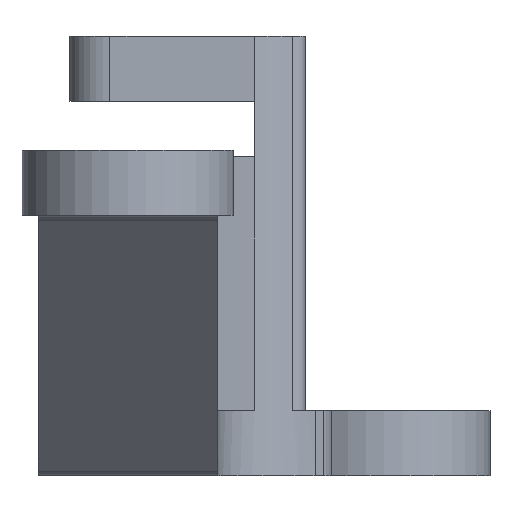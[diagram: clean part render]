
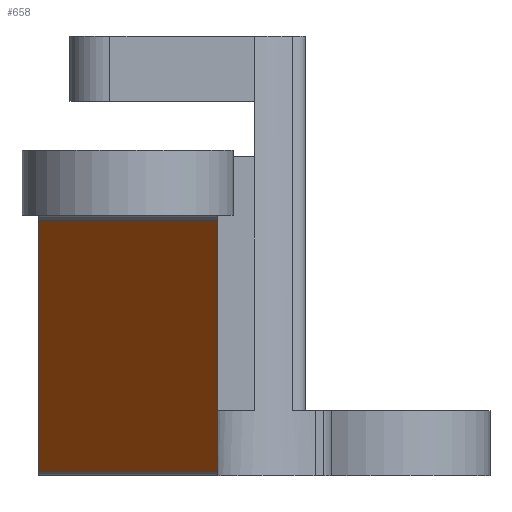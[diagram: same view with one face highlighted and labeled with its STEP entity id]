
A CAD part, front view. The second image highlights one B-rep face of the part: STEP entity #658.
In plain terms, the highlighted planar face has unit normal (0, -0.707, -0.707).
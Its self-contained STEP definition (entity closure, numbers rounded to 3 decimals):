
#21=PLANE('',#722);
#45=FACE_OUTER_BOUND('',#81,.T.);
#81=EDGE_LOOP('',(#460,#461,#462,#463));
#122=LINE('',#1045,#176);
#124=LINE('',#1051,#178);
#125=LINE('',#1053,#179);
#126=LINE('',#1054,#180);
#176=VECTOR('',#831,10.);
#178=VECTOR('',#837,10.);
#179=VECTOR('',#838,10.);
#180=VECTOR('',#839,10.);
#283=VERTEX_POINT('',#1042);
#284=VERTEX_POINT('',#1044);
#286=VERTEX_POINT('',#1050);
#287=VERTEX_POINT('',#1052);
#353=EDGE_CURVE('',#283,#284,#122,.T.);
#356=EDGE_CURVE('',#283,#286,#124,.T.);
#357=EDGE_CURVE('',#287,#286,#125,.T.);
#358=EDGE_CURVE('',#287,#284,#126,.T.);
#460=ORIENTED_EDGE('',*,*,#353,.F.);
#461=ORIENTED_EDGE('',*,*,#356,.T.);
#462=ORIENTED_EDGE('',*,*,#357,.F.);
#463=ORIENTED_EDGE('',*,*,#358,.T.);
#658=ADVANCED_FACE('',(#45),#21,.T.);
#722=AXIS2_PLACEMENT_3D('',#1049,#835,#836);
#831=DIRECTION('',(-1.,0.,0.));
#835=DIRECTION('center_axis',(0.,-0.707,-0.707));
#836=DIRECTION('ref_axis',(-1.,0.,0.));
#837=DIRECTION('',(0.,-0.707,0.707));
#838=DIRECTION('',(1.,0.,0.));
#839=DIRECTION('',(0.,0.707,-0.707));
#1042=CARTESIAN_POINT('',(199.625,66.146,-9.994));
#1044=CARTESIAN_POINT('',(194.125,66.146,-9.994));
#1045=CARTESIAN_POINT('',(198.155,66.146,-9.994));
#1049=CARTESIAN_POINT('Origin',(195.5,59.793,-3.64));
#1050=CARTESIAN_POINT('',(199.625,58.439,-2.286));
#1051=CARTESIAN_POINT('',(199.625,63.793,-7.64));
#1052=CARTESIAN_POINT('',(194.125,58.439,-2.286));
#1053=CARTESIAN_POINT('',(196.188,58.439,-2.286));
#1054=CARTESIAN_POINT('',(194.125,63.543,-7.39));
